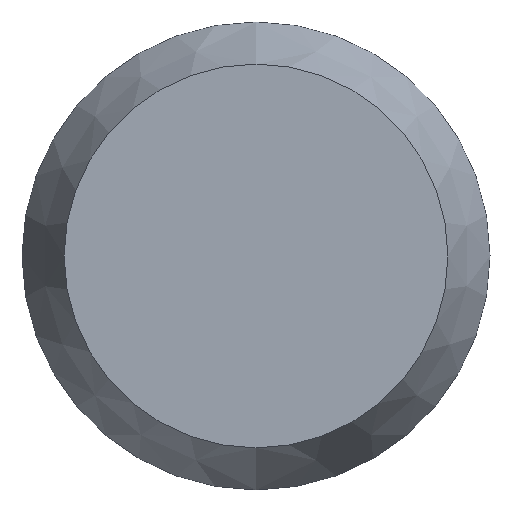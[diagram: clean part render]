
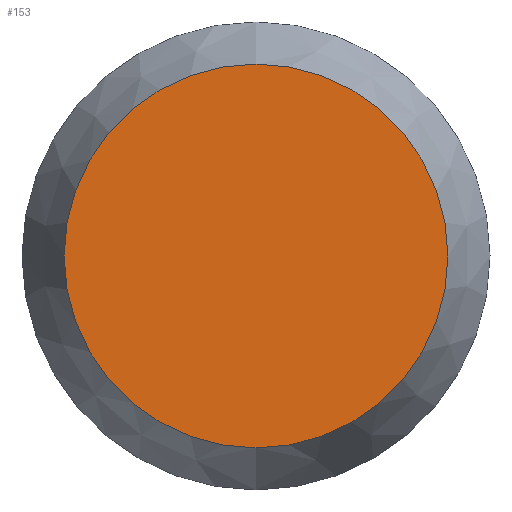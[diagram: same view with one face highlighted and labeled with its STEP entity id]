
A CAD part, left-side view. The second image highlights one B-rep face of the part: STEP entity #153.
In plain terms, the highlighted planar face has unit normal (-1, 0, 0).
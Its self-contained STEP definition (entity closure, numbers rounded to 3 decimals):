
#9 = DIRECTION ( 'NONE',  ( 1., 0., 0. ) ) ;
#10 = AXIS2_PLACEMENT_3D ( 'NONE', #162, #183, #226 ) ;
#11 = CARTESIAN_POINT ( 'NONE',  ( 0., 0., 0. ) ) ;
#46 = ORIENTED_EDGE ( 'NONE', *, *, #130, .F. ) ;
#52 = DIRECTION ( 'NONE',  ( 0., 0., -1. ) ) ;
#63 = CARTESIAN_POINT ( 'NONE',  ( 0., 0., 4.25 ) ) ;
#68 = EDGE_LOOP ( 'NONE', ( #46, #70 ) ) ;
#70 = ORIENTED_EDGE ( 'NONE', *, *, #169, .F. ) ;
#87 = PLANE ( 'NONE',  #199 ) ;
#98 = VERTEX_POINT ( 'NONE', #121 ) ;
#102 = CIRCLE ( 'NONE', #208, 4.25 ) ;
#117 = CARTESIAN_POINT ( 'NONE',  ( 0., 0., 0. ) ) ;
#121 = CARTESIAN_POINT ( 'NONE',  ( 0., 0., -4.25 ) ) ;
#130 = EDGE_CURVE ( 'NONE', #98, #224, #213, .T. ) ;
#153 = ADVANCED_FACE ( 'NONE', ( #188 ), #87, .F. ) ;
#162 = CARTESIAN_POINT ( 'NONE',  ( 0., 0., 0. ) ) ;
#169 = EDGE_CURVE ( 'NONE', #224, #98, #102, .T. ) ;
#179 = DIRECTION ( 'NONE',  ( 1., 0., 0. ) ) ;
#183 = DIRECTION ( 'NONE',  ( 1., 0., 0. ) ) ;
#188 = FACE_OUTER_BOUND ( 'NONE', #68, .T. ) ;
#199 = AXIS2_PLACEMENT_3D ( 'NONE', #117, #9, #52 ) ;
#208 = AXIS2_PLACEMENT_3D ( 'NONE', #11, #179, #210 ) ;
#210 = DIRECTION ( 'NONE',  ( 0., 0., -1. ) ) ;
#213 = CIRCLE ( 'NONE', #10, 4.25 ) ;
#224 = VERTEX_POINT ( 'NONE', #63 ) ;
#226 = DIRECTION ( 'NONE',  ( 0., 0., -1. ) ) ;
